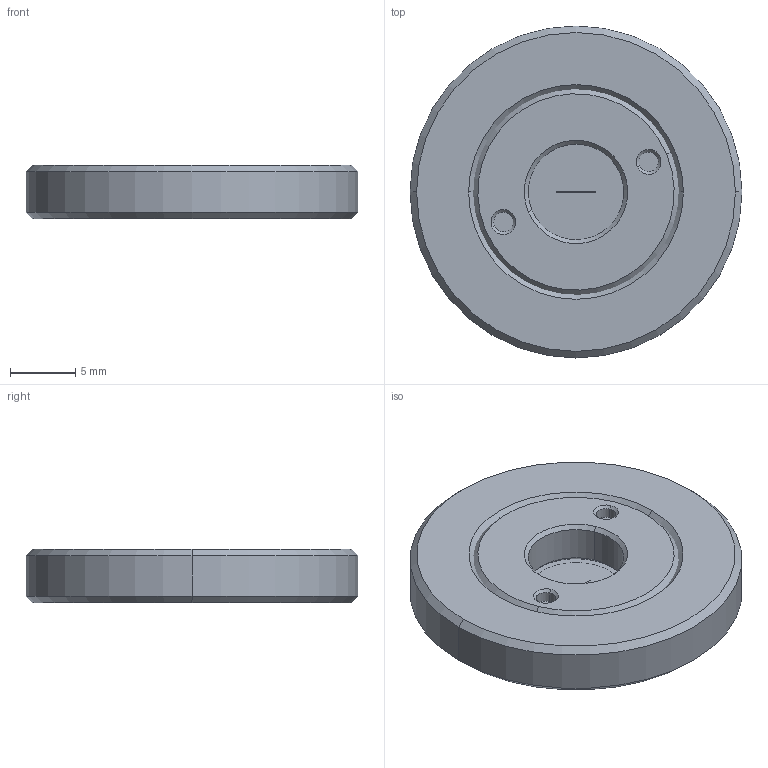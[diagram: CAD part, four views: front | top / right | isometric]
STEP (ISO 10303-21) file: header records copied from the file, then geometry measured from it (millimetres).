
FILE_DESCRIPTION (( 'STEP AP203' ), '1' );
FILE_NAME ('SLA1-30W.STEP', '2025-07-22T02:28:09', ( '' ), ( '' ), 'SwSTEP 2.0', 'SolidWorks 2020', '' );
FILE_SCHEMA (( 'CONFIG_CONTROL_DESIGN' ));
Length unit declared in the file: millimetre
Products named in the file (1): SLA1-30W
Bounding box: 25.35 x 25.35 x 4.1 mm (x, y, z)
Volume: 1885.3 mm3; surface area: 2092.8 mm2
Topology: 3 solids, 3 shells, 410 faces, 1101 edges, 728 vertices
Faces by surface type: plane 235, bspline 133, cylinder 22, cone 20
Entity records: 15183 total; most frequent: CARTESIAN_POINT 6400, ORIENTED_EDGE 2202, EDGE_CURVE 1101, DIRECTION 1098, VERTEX_POINT 728, B_SPLINE_CURVE_WITH_KNOTS 625, EDGE_LOOP 447, FACE_OUTER_BOUND 410
